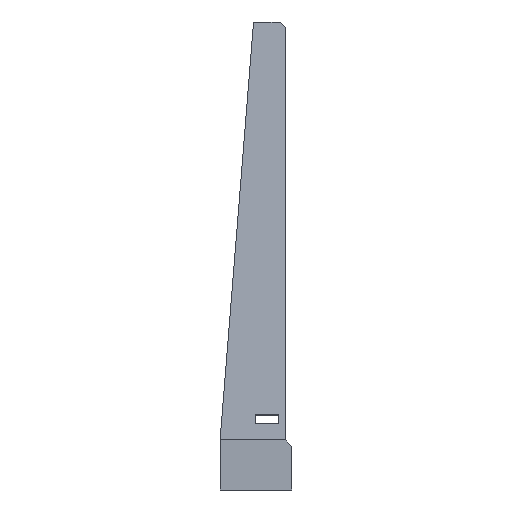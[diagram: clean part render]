
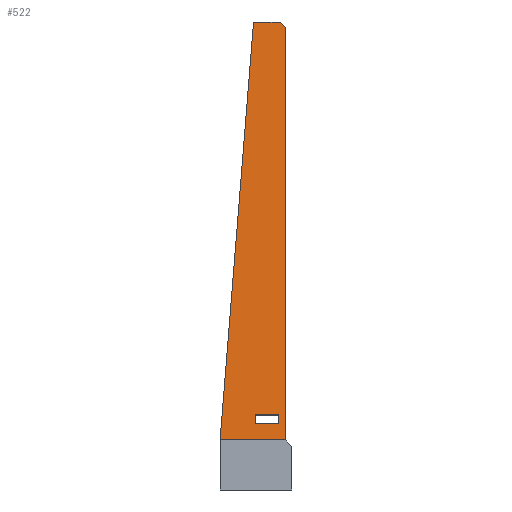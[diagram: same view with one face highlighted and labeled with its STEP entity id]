
A CAD part, left-side view. The second image highlights one B-rep face of the part: STEP entity #522.
In plain terms, the highlighted planar face has unit normal (-0.996, 0, 0.088).
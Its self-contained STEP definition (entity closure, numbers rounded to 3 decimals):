
#34 = VECTOR ( 'NONE', #962, 1000. ) ;
#48 = EDGE_CURVE ( 'NONE', #832, #724, #424, .T. ) ;
#95 = CARTESIAN_POINT ( 'NONE',  ( -12.25, 40.344, 15.5 ) ) ;
#103 = LINE ( 'NONE', #373, #1567 ) ;
#107 = CARTESIAN_POINT ( 'NONE',  ( -12.25, 54.6, 15.5 ) ) ;
#120 = CARTESIAN_POINT ( 'NONE',  ( -12.027, 31.6, 18.013 ) ) ;
#126 = EDGE_CURVE ( 'NONE', #1111, #166, #1276, .T. ) ;
#142 = CARTESIAN_POINT ( 'NONE',  ( -6.694, 35.085, 78. ) ) ;
#166 = VERTEX_POINT ( 'NONE', #617 ) ;
#168 = ORIENTED_EDGE ( 'NONE', *, *, #249, .F. ) ;
#249 = EDGE_CURVE ( 'NONE', #1111, #1518, #1164, .T. ) ;
#283 = CARTESIAN_POINT ( 'NONE',  ( -6.735, 30.899, 77.549 ) ) ;
#284 = LINE ( 'NONE', #596, #1266 ) ;
#323 = CARTESIAN_POINT ( 'NONE',  ( -13.521, 35.1, 1.202 ) ) ;
#324 = CARTESIAN_POINT ( 'NONE',  ( -11.916, 31.6, 19.258 ) ) ;
#326 = CARTESIAN_POINT ( 'NONE',  ( -6.694, 31.35, 78. ) ) ;
#373 = CARTESIAN_POINT ( 'NONE',  ( -11.916, 0., 19.258 ) ) ;
#389 = VERTEX_POINT ( 'NONE', #95 ) ;
#409 = LINE ( 'NONE', #142, #803 ) ;
#424 = LINE ( 'NONE', #283, #34 ) ;
#431 = AXIS2_PLACEMENT_3D ( 'NONE', #510, #643, #535 ) ;
#448 = ORIENTED_EDGE ( 'NONE', *, *, #1174, .F. ) ;
#510 = CARTESIAN_POINT ( 'NONE',  ( -13.521, 54.6, 1.202 ) ) ;
#511 = LINE ( 'NONE', #1025, #1397 ) ;
#522 = ADVANCED_FACE ( 'NONE', ( #662, #1190 ), #784, .F. ) ;
#523 = CARTESIAN_POINT ( 'NONE',  ( -12.027, 0., 18.013 ) ) ;
#535 = DIRECTION ( 'NONE',  ( -0.089, 0., -0.996 ) ) ;
#536 = ORIENTED_EDGE ( 'NONE', *, *, #925, .F. ) ;
#539 = CARTESIAN_POINT ( 'NONE',  ( -12.25, 30.6, 15.5 ) ) ;
#557 = EDGE_LOOP ( 'NONE', ( #822, #944, #536, #168 ) ) ;
#596 = CARTESIAN_POINT ( 'NONE',  ( -13.521, 30.6, 1.202 ) ) ;
#613 = ORIENTED_EDGE ( 'NONE', *, *, #1116, .F. ) ;
#617 = CARTESIAN_POINT ( 'NONE',  ( -11.916, 35.1, 19.258 ) ) ;
#643 = DIRECTION ( 'NONE',  ( 0.996, 0., -0.089 ) ) ;
#662 = FACE_OUTER_BOUND ( 'NONE', #1314, .T. ) ;
#724 = VERTEX_POINT ( 'NONE', #326 ) ;
#768 = VECTOR ( 'NONE', #1701, 1000. ) ;
#784 = PLANE ( 'NONE',  #431 ) ;
#798 = CARTESIAN_POINT ( 'NONE',  ( -6.694, 35.344, 78. ) ) ;
#803 = VECTOR ( 'NONE', #946, 1000. ) ;
#822 = ORIENTED_EDGE ( 'NONE', *, *, #126, .T. ) ;
#832 = VERTEX_POINT ( 'NONE', #1119 ) ;
#878 = DIRECTION ( 'NONE',  ( 0.088, -0.079, 0.993 ) ) ;
#879 = DIRECTION ( 'NONE',  ( 0.089, 0., 0.996 ) ) ;
#883 = VERTEX_POINT ( 'NONE', #798 ) ;
#901 = LINE ( 'NONE', #1037, #1680 ) ;
#912 = DIRECTION ( 'NONE',  ( 0., -1., 0. ) ) ;
#925 = EDGE_CURVE ( 'NONE', #1518, #1705, #901, .T. ) ;
#944 = ORIENTED_EDGE ( 'NONE', *, *, #956, .T. ) ;
#946 = DIRECTION ( 'NONE',  ( 0., -1., 0. ) ) ;
#956 = EDGE_CURVE ( 'NONE', #166, #1705, #103, .T. ) ;
#962 = DIRECTION ( 'NONE',  ( 0.063, 0.706, 0.706 ) ) ;
#1025 = CARTESIAN_POINT ( 'NONE',  ( -7.155, 35.759, 72.819 ) ) ;
#1037 = CARTESIAN_POINT ( 'NONE',  ( -13.521, 31.6, 1.202 ) ) ;
#1039 = EDGE_CURVE ( 'NONE', #1105, #832, #284, .T. ) ;
#1105 = VERTEX_POINT ( 'NONE', #539 ) ;
#1111 = VERTEX_POINT ( 'NONE', #1594 ) ;
#1116 = EDGE_CURVE ( 'NONE', #883, #724, #409, .T. ) ;
#1119 = CARTESIAN_POINT ( 'NONE',  ( -6.761, 30.6, 77.25 ) ) ;
#1122 = VECTOR ( 'NONE', #879, 1000. ) ;
#1164 = LINE ( 'NONE', #523, #768 ) ;
#1174 = EDGE_CURVE ( 'NONE', #389, #883, #511, .T. ) ;
#1190 = FACE_BOUND ( 'NONE', #557, .T. ) ;
#1198 = EDGE_CURVE ( 'NONE', #389, #1105, #1398, .T. ) ;
#1214 = VECTOR ( 'NONE', #1681, 1000. ) ;
#1242 = ORIENTED_EDGE ( 'NONE', *, *, #1198, .T. ) ;
#1255 = DIRECTION ( 'NONE',  ( 0.089, 0., 0.996 ) ) ;
#1259 = ORIENTED_EDGE ( 'NONE', *, *, #1039, .T. ) ;
#1266 = VECTOR ( 'NONE', #1255, 1000. ) ;
#1276 = LINE ( 'NONE', #323, #1122 ) ;
#1314 = EDGE_LOOP ( 'NONE', ( #1259, #1401, #613, #448, #1242 ) ) ;
#1397 = VECTOR ( 'NONE', #878, 1000. ) ;
#1398 = LINE ( 'NONE', #107, #1214 ) ;
#1401 = ORIENTED_EDGE ( 'NONE', *, *, #48, .T. ) ;
#1518 = VERTEX_POINT ( 'NONE', #120 ) ;
#1567 = VECTOR ( 'NONE', #912, 1000. ) ;
#1594 = CARTESIAN_POINT ( 'NONE',  ( -12.027, 35.1, 18.013 ) ) ;
#1680 = VECTOR ( 'NONE', #1715, 1000. ) ;
#1681 = DIRECTION ( 'NONE',  ( 0., -1., 0. ) ) ;
#1701 = DIRECTION ( 'NONE',  ( 0., -1., 0. ) ) ;
#1705 = VERTEX_POINT ( 'NONE', #324 ) ;
#1715 = DIRECTION ( 'NONE',  ( 0.089, 0., 0.996 ) ) ;
